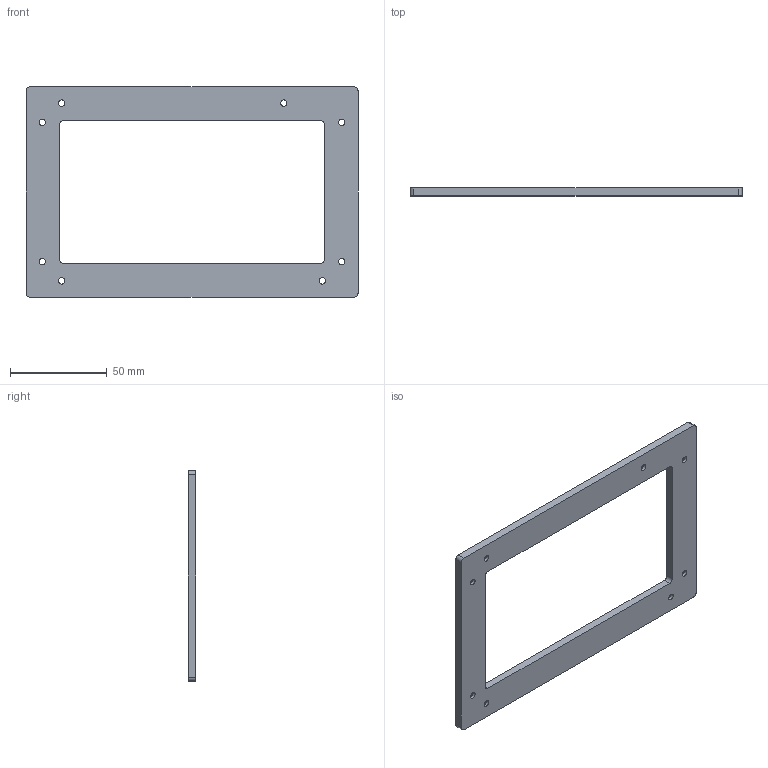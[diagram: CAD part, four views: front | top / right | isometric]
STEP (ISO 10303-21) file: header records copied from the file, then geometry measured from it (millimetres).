
FILE_DESCRIPTION(('FreeCAD Model'),'2;1');
FILE_NAME('Open CASCADE Shape Model','2024-08-24T01:39:04',('Author'),( ''),'Open CASCADE STEP processor 7.6','FreeCAD','Unknown');
FILE_SCHEMA(('AUTOMOTIVE_DESIGN { 1 0 10303 214 1 1 1 1 }'));
Length unit declared in the file: millimetre
Products named in the file (1): Body
Bounding box: 171.8 x 4 x 108.8 mm (x, y, z)
Volume: 33633 mm3; surface area: 21346.6 mm2
Topology: 1 solids, 1 shells, 42 faces, 96 edges, 64 vertices
Faces by surface type: cylinder 24, plane 18
Full cylindrical faces by diameter (mm): 3.3 x8, 5.6 x8
Entity records: 1266 total; most frequent: DIRECTION 230, CARTESIAN_POINT 203, ORIENTED_EDGE 192, EDGE_CURVE 96, AXIS2_PLACEMENT_3D 91, FACE_BOUND 68, EDGE_LOOP 68, VERTEX_POINT 64
